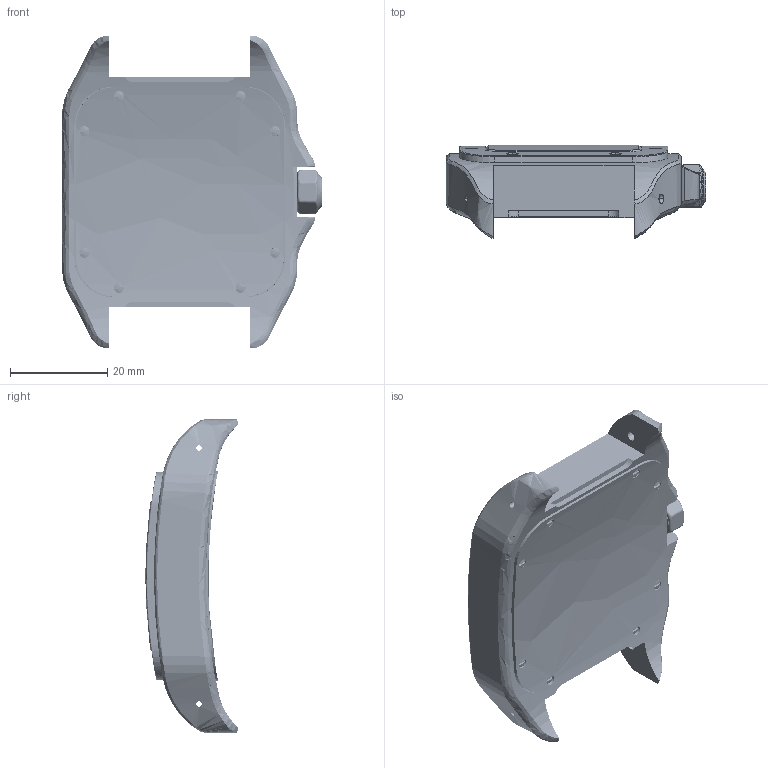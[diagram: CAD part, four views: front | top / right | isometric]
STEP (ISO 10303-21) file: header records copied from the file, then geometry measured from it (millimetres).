
FILE_DESCRIPTION(('FreeCAD Model'),'2;1');
FILE_NAME('Open CASCADE Shape Model','2025-05-04T10:03:22',('FreeCAD'),( 'FreeCAD'),'Open CASCADE STEP processor 7.6','FreeCAD','Unknown');
FILE_SCHEMA(('AUTOMOTIVE_DESIGN { 1 0 10303 214 1 1 1 1 }'));
Products named in the file (1): Open CASCADE STEP translator 7.6 1
Bounding box: 53.41 x 19.14 x 64.37 mm (x, y, z)
Volume: 23107.6 mm3; surface area: 22964.8 mm2
Topology: 39 solids, 41 shells, 1849 faces, 4821 edges, 3090 vertices
Faces by surface type: bspline 1849
Entity records: 107354 total; most frequent: CARTESIAN_POINT 79521, ORIENTED_EDGE 9630, EDGE_CURVE 4821, B_SPLINE_CURVE_WITH_KNOTS 3679, VERTEX_POINT 3090, FACE_BOUND 1967, EDGE_LOOP 1967, ADVANCED_FACE 1849
